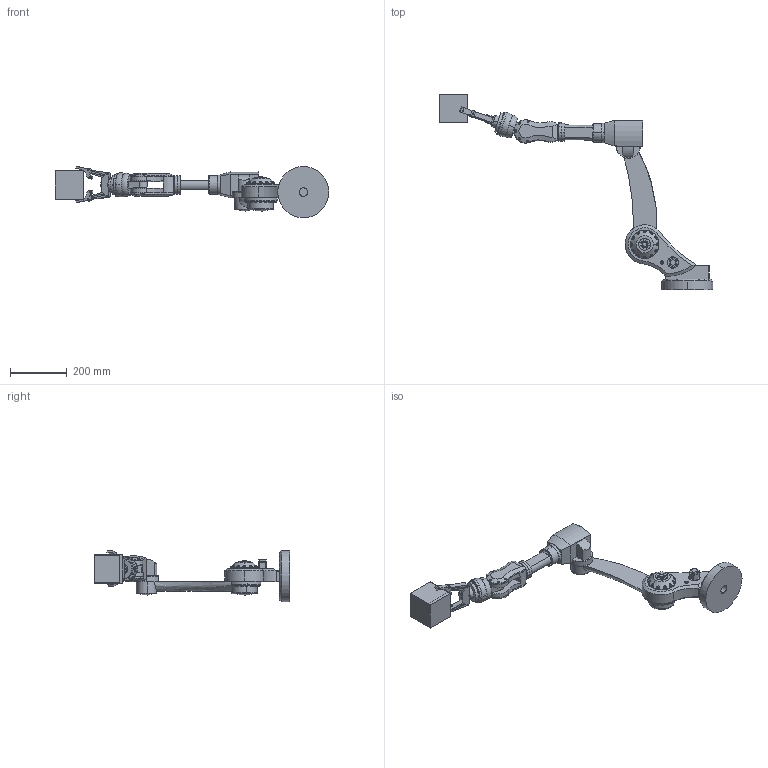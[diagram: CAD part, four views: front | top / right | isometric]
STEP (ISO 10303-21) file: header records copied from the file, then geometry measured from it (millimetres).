
FILE_DESCRIPTION (( 'STEP AP214' ), '1' );
FILE_NAME ('robot arm.STEP', '2018-10-17T13:33:22', ( '' ), ( '' ), 'SwSTEP 2.0', 'SolidWorks 2015', '' );
FILE_SCHEMA (( 'AUTOMOTIVE_DESIGN' ));
Length unit declared in the file: millimetre
Products named in the file (10): robot arm; box; petit piece; bras 7; bras 6; bras 5; bras 4; bras 3; bras 1; bras 2
Assembly tree (11 placements, depth 2):
  robot arm
    bras 2
    bras 1
    bras 3
    bras 4
    bras 5
    bras 6
    bras 7  x2
    petit piece  x2
    box
Bounding box: 963.57 x 688.45 x 181.34 mm (x, y, z)
Volume: 6079925.9 mm3; surface area: 603074 mm2
Topology: 12 solids, 12 shells, 949 faces, 2141 edges, 1391 vertices
Faces by surface type: cylinder 523, plane 377, torus 29, bspline 12, cone 6, sphere 2
Entity records: 27388 total; most frequent: CARTESIAN_POINT 6712, DIRECTION 4599, ORIENTED_EDGE 3924, EDGE_CURVE 1962, AXIS2_PLACEMENT_3D 1905, VERTEX_POINT 1273, EDGE_LOOP 1045, CIRCLE 1031
